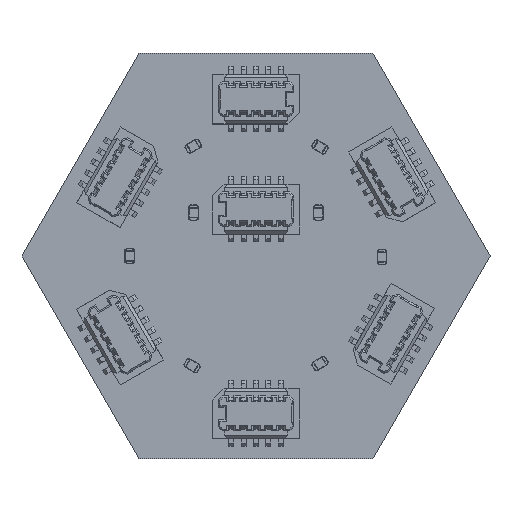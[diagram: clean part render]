
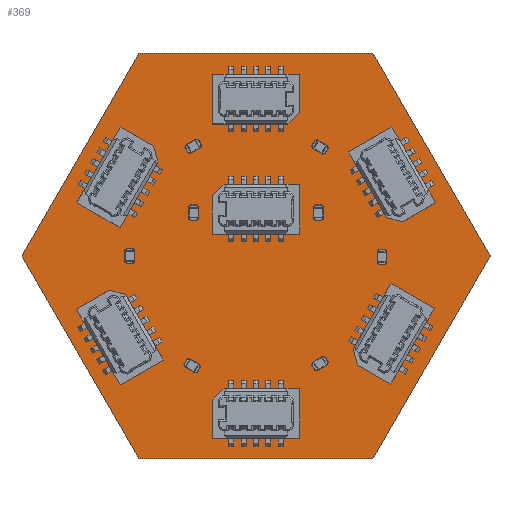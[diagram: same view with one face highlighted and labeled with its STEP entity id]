
A CAD part, top view. The second image highlights one B-rep face of the part: STEP entity #369.
In plain terms, the highlighted planar face has unit normal (0, 0, 1).
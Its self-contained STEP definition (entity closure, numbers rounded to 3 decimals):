
#176 = VERTEX_POINT('',#177);
#177 = CARTESIAN_POINT('',(22.5,12.99,0.798));
#183 = EDGE_CURVE('',#176,#184,#186,.T.);
#184 = VERTEX_POINT('',#185);
#185 = CARTESIAN_POINT('',(15.,25.981,0.798));
#186 = LINE('',#187,#188);
#187 = CARTESIAN_POINT('',(22.5,12.99,0.798));
#188 = VECTOR('',#189,1.);
#189 = DIRECTION('',(-0.5,0.866,0.));
#214 = EDGE_CURVE('',#184,#215,#217,.T.);
#215 = VERTEX_POINT('',#216);
#216 = CARTESIAN_POINT('',(0.,25.981,0.798));
#217 = LINE('',#218,#219);
#218 = CARTESIAN_POINT('',(15.,25.981,0.798));
#219 = VECTOR('',#220,1.);
#220 = DIRECTION('',(-1.,0.,0.));
#245 = EDGE_CURVE('',#215,#246,#248,.T.);
#246 = VERTEX_POINT('',#247);
#247 = CARTESIAN_POINT('',(-7.5,12.99,0.798));
#248 = LINE('',#249,#250);
#249 = CARTESIAN_POINT('',(0.,25.981,0.798));
#250 = VECTOR('',#251,1.);
#251 = DIRECTION('',(-0.5,-0.866,0.));
#276 = EDGE_CURVE('',#246,#277,#279,.T.);
#277 = VERTEX_POINT('',#278);
#278 = CARTESIAN_POINT('',(0.,0.,0.798));
#279 = LINE('',#280,#281);
#280 = CARTESIAN_POINT('',(-7.5,12.99,0.798));
#281 = VECTOR('',#282,1.);
#282 = DIRECTION('',(0.5,-0.866,0.));
#307 = EDGE_CURVE('',#277,#308,#310,.T.);
#308 = VERTEX_POINT('',#309);
#309 = CARTESIAN_POINT('',(15.,0.,0.798));
#310 = LINE('',#311,#312);
#311 = CARTESIAN_POINT('',(0.,0.,0.798));
#312 = VECTOR('',#313,1.);
#313 = DIRECTION('',(1.,0.,0.));
#338 = EDGE_CURVE('',#308,#176,#339,.T.);
#339 = LINE('',#340,#341);
#340 = CARTESIAN_POINT('',(15.,0.,0.798));
#341 = VECTOR('',#342,1.);
#342 = DIRECTION('',(0.5,0.866,0.));
#369 = ADVANCED_FACE('',(#370),#378,.F.);
#370 = FACE_BOUND('',#371,.T.);
#371 = EDGE_LOOP('',(#372,#373,#374,#375,#376,#377));
#372 = ORIENTED_EDGE('',*,*,#183,.T.);
#373 = ORIENTED_EDGE('',*,*,#214,.T.);
#374 = ORIENTED_EDGE('',*,*,#245,.T.);
#375 = ORIENTED_EDGE('',*,*,#276,.T.);
#376 = ORIENTED_EDGE('',*,*,#307,.T.);
#377 = ORIENTED_EDGE('',*,*,#338,.T.);
#378 = PLANE('',#379);
#379 = AXIS2_PLACEMENT_3D('',#380,#381,#382);
#380 = CARTESIAN_POINT('',(22.5,12.99,0.798));
#381 = DIRECTION('',(0.,0.,-1.));
#382 = DIRECTION('',(-1.,0.,0.));
